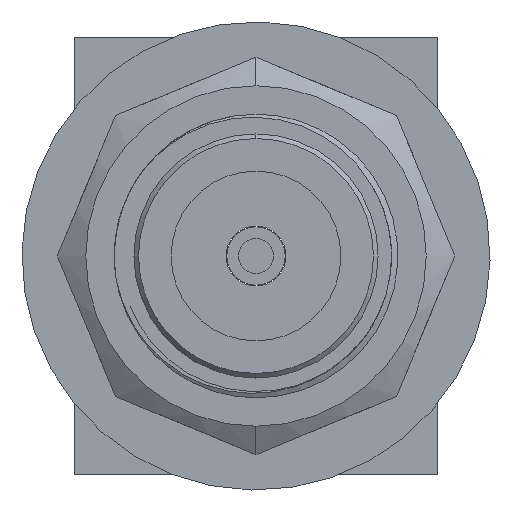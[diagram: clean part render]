
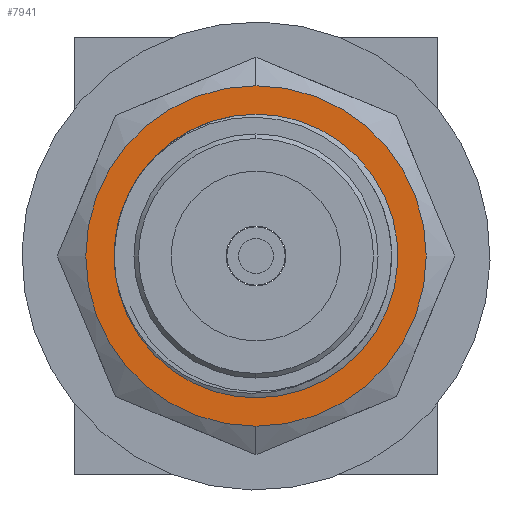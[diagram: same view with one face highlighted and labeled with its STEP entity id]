
A CAD part, left-side view. The second image highlights one B-rep face of the part: STEP entity #7941.
In plain terms, the highlighted planar face has unit normal (-1, 0, 0).
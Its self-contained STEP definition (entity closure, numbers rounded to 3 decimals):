
#25 = EDGE_LOOP ( 'NONE', ( #4443, #4274, #5679, #8377 ) ) ;
#181 = DIRECTION ( 'NONE',  ( 0., 0., 1. ) ) ;
#285 = CARTESIAN_POINT ( 'NONE',  ( -0.8, -0.279, 2.581 ) ) ;
#325 = CARTESIAN_POINT ( 'NONE',  ( -0.8, 0.978, 2.442 ) ) ;
#383 = CARTESIAN_POINT ( 'NONE',  ( -0.8, 0., -3.71 ) ) ;
#597 = CARTESIAN_POINT ( 'NONE',  ( -0.8, 2.23, -1.414 ) ) ;
#813 = CARTESIAN_POINT ( 'NONE',  ( -0.8, -2.154, 1.317 ) ) ;
#939 = CARTESIAN_POINT ( 'NONE',  ( -0.8, -2.154, 1.317 ) ) ;
#982 = DIRECTION ( 'NONE',  ( 0., 0., -1. ) ) ;
#1181 = DIRECTION ( 'NONE',  ( -1., 0., 0. ) ) ;
#1655 = PLANE ( 'NONE',  #5334 ) ;
#1915 = CARTESIAN_POINT ( 'NONE',  ( -0.8, -2.494, -0.427 ) ) ;
#2243 = CARTESIAN_POINT ( 'NONE',  ( -0.8, -1.622, 1.977 ) ) ;
#2504 = CARTESIAN_POINT ( 'NONE',  ( -0.8, 1.965, -1.747 ) ) ;
#2541 = CARTESIAN_POINT ( 'NONE',  ( -0.8, 0.076, -2.572 ) ) ;
#2659 = AXIS2_PLACEMENT_3D ( 'NONE', #4053, #6023, #181 ) ;
#2878 = CARTESIAN_POINT ( 'NONE',  ( -0.8, -1.607, -1.975 ) ) ;
#2944 = EDGE_CURVE ( 'NONE', #3966, #9014, #10492, .T. ) ;
#2969 = AXIS2_PLACEMENT_3D ( 'NONE', #5098, #1181, #3341 ) ;
#3036 = CARTESIAN_POINT ( 'NONE',  ( -0.8, 2.623, -0.44 ) ) ;
#3218 = CARTESIAN_POINT ( 'NONE',  ( -0.8, -1.092, 2.33 ) ) ;
#3341 = DIRECTION ( 'NONE',  ( 0., 0., 1. ) ) ;
#3475 = CARTESIAN_POINT ( 'NONE',  ( -0.8, 1.481, -2.151 ) ) ;
#3522 = CARTESIAN_POINT ( 'NONE',  ( -0.8, -0.968, -2.382 ) ) ;
#3604 = DIRECTION ( 'NONE',  ( 0., 0., -1. ) ) ;
#3864 = EDGE_CURVE ( 'NONE', #9766, #6769, #7590, .T. ) ;
#3966 = VERTEX_POINT ( 'NONE', #9442 ) ;
#4053 = CARTESIAN_POINT ( 'NONE',  ( -0.8, 0., 0. ) ) ;
#4169 = CARTESIAN_POINT ( 'NONE',  ( -0.8, 0.772, 2.509 ) ) ;
#4244 = CARTESIAN_POINT ( 'NONE',  ( -0.8, -1.918, 1.674 ) ) ;
#4274 = ORIENTED_EDGE ( 'NONE', *, *, #11583, .F. ) ;
#4443 = ORIENTED_EDGE ( 'NONE', *, *, #9453, .T. ) ;
#4471 = CARTESIAN_POINT ( 'NONE',  ( -0.8, 1.297, -2.262 ) ) ;
#4546 = CARTESIAN_POINT ( 'NONE',  ( -0.8, 2.583, -0.649 ) ) ;
#4799 = CARTESIAN_POINT ( 'NONE',  ( -0.8, -2.519, 0.231 ) ) ;
#4833 = B_SPLINE_CURVE_WITH_KNOTS ( 'NONE', 3,
 ( #8991, #11938, #4244, #2243, #9036, #3218, #6143, #11005, #285, #11042, #9979, #4169, #325, #7083, #8045, #8093, #7126, #6096 ),
 .UNSPECIFIED., .F., .F.,
 ( 4, 2, 2, 2, 2, 2, 2, 2, 4 ),
 ( 0., 0.001, 0.001, 0.002, 0.003, 0.003, 0.004, 0.004, 0.005 ),
 .UNSPECIFIED. ) ;
#4952 = AXIS2_PLACEMENT_3D ( 'NONE', #10655, #6793, #982 ) ;
#5098 = CARTESIAN_POINT ( 'NONE',  ( -0.8, 0., 0. ) ) ;
#5334 = AXIS2_PLACEMENT_3D ( 'NONE', #9454, #12313, #3604 ) ;
#5430 = CARTESIAN_POINT ( 'NONE',  ( -0.8, 0.908, -2.433 ) ) ;
#5679 = ORIENTED_EDGE ( 'NONE', *, *, #7752, .F. ) ;
#5711 = B_SPLINE_CURVE_WITH_KNOTS ( 'NONE', 3,
 ( #8694, #2878, #11640, #5790, #10199, #1915, #9676, #6792, #4799, #11604, #5752, #12569, #6756, #939 ),
 .UNSPECIFIED., .F., .F.,
 ( 4, 2, 2, 2, 2, 2, 4 ),
 ( 0., 0.001, 0.002, 0.002, 0.003, 0.003, 0.004 ),
 .UNSPECIFIED. ) ;
#5752 = CARTESIAN_POINT ( 'NONE',  ( -0.8, -2.426, 0.718 ) ) ;
#5790 = CARTESIAN_POINT ( 'NONE',  ( -0.8, -2.239, -1.213 ) ) ;
#6023 = DIRECTION ( 'NONE',  ( -1., 0., 0. ) ) ;
#6096 = CARTESIAN_POINT ( 'NONE',  ( -0.8, 2.152, 1.564 ) ) ;
#6143 = CARTESIAN_POINT ( 'NONE',  ( -0.8, -0.9, 2.417 ) ) ;
#6227 = FACE_OUTER_BOUND ( 'NONE', #8152, .T. ) ;
#6403 = CARTESIAN_POINT ( 'NONE',  ( -0.8, 0.706, -2.493 ) ) ;
#6756 = CARTESIAN_POINT ( 'NONE',  ( -0.8, -2.241, 1.175 ) ) ;
#6769 = VERTEX_POINT ( 'NONE', #7373 ) ;
#6792 = CARTESIAN_POINT ( 'NONE',  ( -0.8, -2.529, 0.068 ) ) ;
#6793 = DIRECTION ( 'NONE',  ( 1., 0., 0. ) ) ;
#7083 = CARTESIAN_POINT ( 'NONE',  ( -0.8, 1.361, 2.263 ) ) ;
#7126 = CARTESIAN_POINT ( 'NONE',  ( -0.8, 2.022, 1.733 ) ) ;
#7281 = CIRCLE ( 'NONE', #4952, 2.66 ) ;
#7350 = CARTESIAN_POINT ( 'NONE',  ( -0.8, 2.34, -1.235 ) ) ;
#7373 = CARTESIAN_POINT ( 'NONE',  ( -0.8, -1.324, -2.149 ) ) ;
#7394 = CARTESIAN_POINT ( 'NONE',  ( -0.8, 0.291, -2.563 ) ) ;
#7464 = FACE_BOUND ( 'NONE', #25, .T. ) ;
#7590 = B_SPLINE_CURVE_WITH_KNOTS ( 'NONE', 3,
 ( #10285, #4546, #8316, #7350, #597, #2504, #9292, #3475, #4471, #5430, #6403, #7394, #2541, #9338, #3522, #10323 ),
 .UNSPECIFIED., .F., .F.,
 ( 4, 2, 2, 2, 2, 2, 2, 4 ),
 ( 0., 0.001, 0.001, 0.002, 0.003, 0.003, 0.004, 0.005 ),
 .UNSPECIFIED. ) ;
#7663 = VERTEX_POINT ( 'NONE', #813 ) ;
#7752 = EDGE_CURVE ( 'NONE', #6769, #7663, #5711, .T. ) ;
#7880 = EDGE_CURVE ( 'NONE', #9014, #3966, #9744, .T. ) ;
#7941 = ADVANCED_FACE ( 'NONE', ( #6227, #7464 ), #1655, .F. ) ;
#8045 = CARTESIAN_POINT ( 'NONE',  ( -0.8, 1.54, 2.152 ) ) ;
#8093 = CARTESIAN_POINT ( 'NONE',  ( -0.8, 1.872, 1.885 ) ) ;
#8152 = EDGE_LOOP ( 'NONE', ( #12492, #8701 ) ) ;
#8316 = CARTESIAN_POINT ( 'NONE',  ( -0.8, 2.517, -0.853 ) ) ;
#8377 = ORIENTED_EDGE ( 'NONE', *, *, #3864, .F. ) ;
#8694 = CARTESIAN_POINT ( 'NONE',  ( -0.8, -1.324, -2.149 ) ) ;
#8701 = ORIENTED_EDGE ( 'NONE', *, *, #2944, .T. ) ;
#8991 = CARTESIAN_POINT ( 'NONE',  ( -0.8, -2.154, 1.317 ) ) ;
#9014 = VERTEX_POINT ( 'NONE', #383 ) ;
#9036 = CARTESIAN_POINT ( 'NONE',  ( -0.8, -1.454, 2.111 ) ) ;
#9292 = CARTESIAN_POINT ( 'NONE',  ( -0.8, 1.815, -1.894 ) ) ;
#9338 = CARTESIAN_POINT ( 'NONE',  ( -0.8, -0.552, -2.522 ) ) ;
#9442 = CARTESIAN_POINT ( 'NONE',  ( -0.8, 0., 3.71 ) ) ;
#9453 = EDGE_CURVE ( 'NONE', #9766, #12389, #7281, .T. ) ;
#9454 = CARTESIAN_POINT ( 'NONE',  ( -0.8, 0., 0. ) ) ;
#9676 = CARTESIAN_POINT ( 'NONE',  ( -0.8, -2.516, -0.262 ) ) ;
#9744 = CIRCLE ( 'NONE', #2969, 3.71 ) ;
#9766 = VERTEX_POINT ( 'NONE', #3036 ) ;
#9979 = CARTESIAN_POINT ( 'NONE',  ( -0.8, 0.353, 2.59 ) ) ;
#10199 = CARTESIAN_POINT ( 'NONE',  ( -0.8, -2.379, -0.906 ) ) ;
#10285 = CARTESIAN_POINT ( 'NONE',  ( -0.8, 2.623, -0.44 ) ) ;
#10323 = CARTESIAN_POINT ( 'NONE',  ( -0.8, -1.324, -2.149 ) ) ;
#10492 = CIRCLE ( 'NONE', #2659, 3.71 ) ;
#10655 = CARTESIAN_POINT ( 'NONE',  ( -0.8, 0., 0. ) ) ;
#11005 = CARTESIAN_POINT ( 'NONE',  ( -0.8, -0.491, 2.543 ) ) ;
#11042 = CARTESIAN_POINT ( 'NONE',  ( -0.8, 0.143, 2.604 ) ) ;
#11491 = CARTESIAN_POINT ( 'NONE',  ( -0.8, 2.152, 1.564 ) ) ;
#11583 = EDGE_CURVE ( 'NONE', #7663, #12389, #4833, .T. ) ;
#11604 = CARTESIAN_POINT ( 'NONE',  ( -0.8, -2.468, 0.556 ) ) ;
#11640 = CARTESIAN_POINT ( 'NONE',  ( -0.8, -1.855, -1.744 ) ) ;
#11938 = CARTESIAN_POINT ( 'NONE',  ( -0.8, -2.048, 1.502 ) ) ;
#12313 = DIRECTION ( 'NONE',  ( 1., 0., 0. ) ) ;
#12389 = VERTEX_POINT ( 'NONE', #11491 ) ;
#12492 = ORIENTED_EDGE ( 'NONE', *, *, #7880, .T. ) ;
#12569 = CARTESIAN_POINT ( 'NONE',  ( -0.8, -2.312, 1.027 ) ) ;
